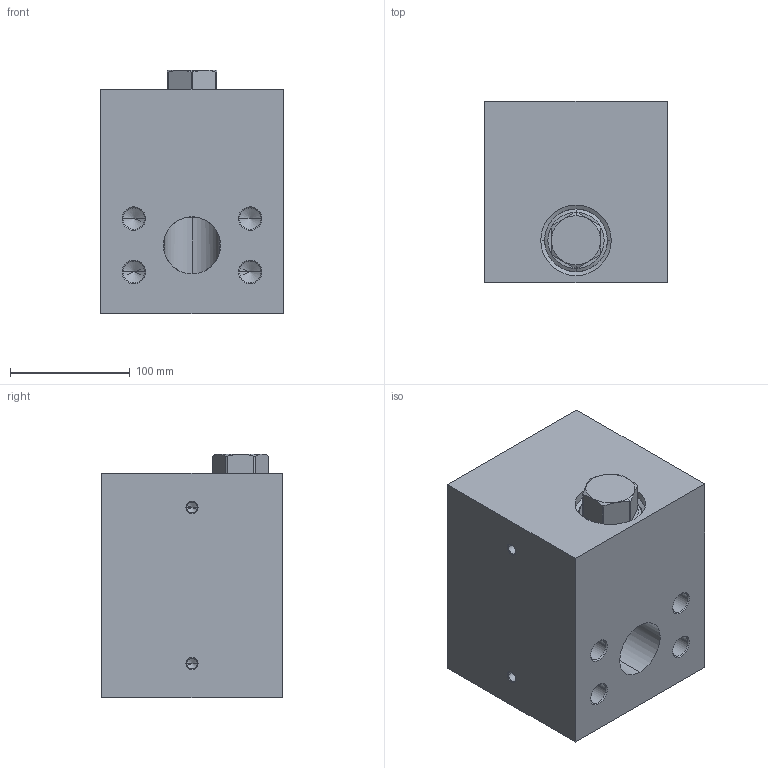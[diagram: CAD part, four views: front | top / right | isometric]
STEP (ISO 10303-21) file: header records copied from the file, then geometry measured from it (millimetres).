
FILE_DESCRIPTION((''),'2;1');
FILE_NAME('LN8_ASM','2020-06-02T',('ProEService'),(''),'PRO/ENGINEER BY PARAMETRIC TECHNOLOGY CORPORATION, 2014200','PRO/ENGINEER BY PARAMETRIC TECHNOLOGY CORPORATION, 2014200','');
FILE_SCHEMA(('CONFIG_CONTROL_DESIGN'));
Length unit declared in the file: inch
Products named in the file (3): 151-929-001; CXJAXAN; LN8_ASM
Assembly tree (2 placements, depth 2):
  LN8_ASM
    151-929-001
    CXJAXAN
Bounding box: 152.4 x 150.83 x 203.2 mm (x, y, z)
Volume: 3647621.3 mm3; surface area: 257481.1 mm2
Topology: 4 solids, 4 shells, 230 faces, 764 edges, 636 vertices
Faces by surface type: cylinder 88, cone 80, plane 35, torus 19, revolution 8
Entity records: 9063 total; most frequent: CARTESIAN_POINT 2515, DIRECTION 1443, ORIENTED_EDGE 1044, EDGE_CURVE 522, AXIS2_PLACEMENT_3D 510, VECTOR 415, LINE 415, VERTEX_POINT 318
